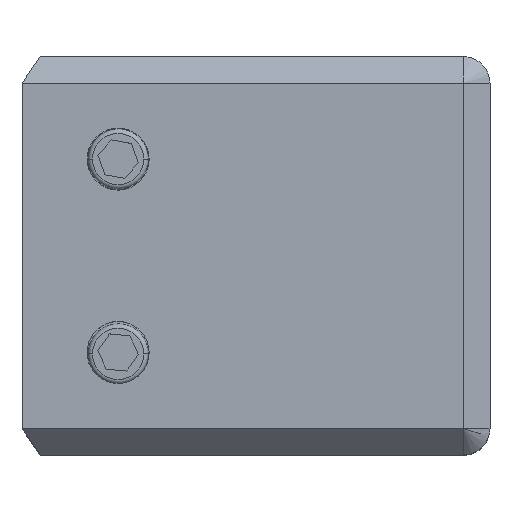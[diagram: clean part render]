
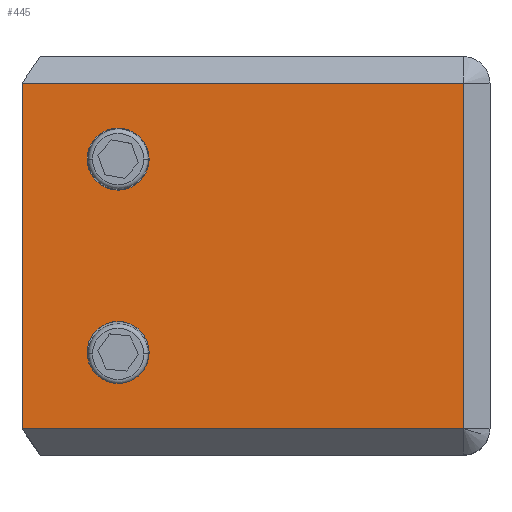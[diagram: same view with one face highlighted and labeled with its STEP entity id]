
A CAD part, top view. The second image highlights one B-rep face of the part: STEP entity #445.
In plain terms, the highlighted planar face has unit normal (0, 0, 1).
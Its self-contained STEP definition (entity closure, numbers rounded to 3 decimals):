
#86 = VERTEX_POINT ( 'NONE', #993 ) ;
#183 = DIRECTION ( 'NONE',  ( 0., 0., 1. ) ) ;
#233 = CIRCLE ( 'NONE', #2854, 3.5 ) ;
#283 = VERTEX_POINT ( 'NONE', #354 ) ;
#345 = VERTEX_POINT ( 'NONE', #3268 ) ;
#354 = CARTESIAN_POINT ( 'NONE',  ( -45.5, -10.919, 13.5 ) ) ;
#355 = DIRECTION ( 'NONE',  ( 1., 0., 0. ) ) ;
#370 = ORIENTED_EDGE ( 'NONE', *, *, #1818, .T. ) ;
#440 = VECTOR ( 'NONE', #2275, 1000. ) ;
#445 = ADVANCED_FACE ( 'NONE', ( #3303, #2999, #825 ), #2034, .T. ) ;
#506 = VECTOR ( 'NONE', #3950, 1000. ) ;
#568 = CIRCLE ( 'NONE', #639, 3.5 ) ;
#588 = VERTEX_POINT ( 'NONE', #1488 ) ;
#601 = CARTESIAN_POINT ( 'NONE',  ( -45.5, 10.919, 13.5 ) ) ;
#639 = AXIS2_PLACEMENT_3D ( 'NONE', #3168, #2424, #355 ) ;
#723 = ORIENTED_EDGE ( 'NONE', *, *, #1248, .T. ) ;
#794 = CARTESIAN_POINT ( 'NONE',  ( -52.854, -39., 13.5 ) ) ;
#825 = FACE_OUTER_BOUND ( 'NONE', #2809, .T. ) ;
#847 = LINE ( 'NONE', #2681, #506 ) ;
#880 = AXIS2_PLACEMENT_3D ( 'NONE', #3910, #183, #1752 ) ;
#899 = EDGE_LOOP ( 'NONE', ( #1928, #3873 ) ) ;
#924 = EDGE_CURVE ( 'NONE', #588, #2435, #233, .T. ) ;
#956 = AXIS2_PLACEMENT_3D ( 'NONE', #1558, #2493, #2123 ) ;
#993 = CARTESIAN_POINT ( 'NONE',  ( -52.854, 19.5, 13.5 ) ) ;
#1023 = CIRCLE ( 'NONE', #2126, 3.5 ) ;
#1115 = LINE ( 'NONE', #4011, #440 ) ;
#1248 = EDGE_CURVE ( 'NONE', #2207, #86, #1115, .T. ) ;
#1274 = ORIENTED_EDGE ( 'NONE', *, *, #924, .F. ) ;
#1281 = EDGE_CURVE ( 'NONE', #1507, #2207, #847, .T. ) ;
#1356 = EDGE_CURVE ( 'NONE', #283, #1843, #3977, .T. ) ;
#1379 = EDGE_CURVE ( 'NONE', #2435, #588, #568, .T. ) ;
#1412 = VECTOR ( 'NONE', #3564, 1000. ) ;
#1488 = CARTESIAN_POINT ( 'NONE',  ( -38.5, 10.919, 13.5 ) ) ;
#1507 = VERTEX_POINT ( 'NONE', #3877 ) ;
#1558 = CARTESIAN_POINT ( 'NONE',  ( -42., -10.919, 13.5 ) ) ;
#1680 = VECTOR ( 'NONE', #3294, 1000. ) ;
#1752 = DIRECTION ( 'NONE',  ( 1., 0., 0. ) ) ;
#1818 = EDGE_CURVE ( 'NONE', #345, #1507, #2534, .T. ) ;
#1843 = VERTEX_POINT ( 'NONE', #3185 ) ;
#1883 = CARTESIAN_POINT ( 'NONE',  ( -3., 19.5, 13.5 ) ) ;
#1894 = DIRECTION ( 'NONE',  ( 0., 0., 1. ) ) ;
#1925 = EDGE_CURVE ( 'NONE', #1843, #283, #1023, .T. ) ;
#1928 = ORIENTED_EDGE ( 'NONE', *, *, #1925, .F. ) ;
#1988 = LINE ( 'NONE', #794, #1680 ) ;
#2034 = PLANE ( 'NONE',  #880 ) ;
#2092 = DIRECTION ( 'NONE',  ( 1., 0., 0. ) ) ;
#2123 = DIRECTION ( 'NONE',  ( 1., 0., 0. ) ) ;
#2126 = AXIS2_PLACEMENT_3D ( 'NONE', #3875, #1894, #3891 ) ;
#2133 = ORIENTED_EDGE ( 'NONE', *, *, #1379, .F. ) ;
#2143 = EDGE_CURVE ( 'NONE', #345, #86, #1988, .T. ) ;
#2170 = ORIENTED_EDGE ( 'NONE', *, *, #1281, .T. ) ;
#2207 = VERTEX_POINT ( 'NONE', #1883 ) ;
#2275 = DIRECTION ( 'NONE',  ( -1., 0., 0. ) ) ;
#2424 = DIRECTION ( 'NONE',  ( 0., 0., 1. ) ) ;
#2435 = VERTEX_POINT ( 'NONE', #601 ) ;
#2493 = DIRECTION ( 'NONE',  ( 0., 0., 1. ) ) ;
#2534 = LINE ( 'NONE', #3209, #1412 ) ;
#2681 = CARTESIAN_POINT ( 'NONE',  ( -3., 19.5, 13.5 ) ) ;
#2808 = CARTESIAN_POINT ( 'NONE',  ( -42., 10.919, 13.5 ) ) ;
#2809 = EDGE_LOOP ( 'NONE', ( #3089, #370, #2170, #723 ) ) ;
#2854 = AXIS2_PLACEMENT_3D ( 'NONE', #2808, #3388, #2092 ) ;
#2999 = FACE_BOUND ( 'NONE', #899, .T. ) ;
#3089 = ORIENTED_EDGE ( 'NONE', *, *, #2143, .F. ) ;
#3168 = CARTESIAN_POINT ( 'NONE',  ( -42., 10.919, 13.5 ) ) ;
#3185 = CARTESIAN_POINT ( 'NONE',  ( -38.5, -10.919, 13.5 ) ) ;
#3209 = CARTESIAN_POINT ( 'NONE',  ( -3., -19.5, 13.5 ) ) ;
#3268 = CARTESIAN_POINT ( 'NONE',  ( -52.854, -19.5, 13.5 ) ) ;
#3294 = DIRECTION ( 'NONE',  ( 0., 1., 0. ) ) ;
#3303 = FACE_BOUND ( 'NONE', #3953, .T. ) ;
#3388 = DIRECTION ( 'NONE',  ( 0., 0., 1. ) ) ;
#3564 = DIRECTION ( 'NONE',  ( 1., 0., 0. ) ) ;
#3873 = ORIENTED_EDGE ( 'NONE', *, *, #1356, .F. ) ;
#3875 = CARTESIAN_POINT ( 'NONE',  ( -42., -10.919, 13.5 ) ) ;
#3877 = CARTESIAN_POINT ( 'NONE',  ( -3., -19.5, 13.5 ) ) ;
#3891 = DIRECTION ( 'NONE',  ( 1., 0., 0. ) ) ;
#3910 = CARTESIAN_POINT ( 'NONE',  ( 0., 0., 13.5 ) ) ;
#3950 = DIRECTION ( 'NONE',  ( 0., 1., 0. ) ) ;
#3953 = EDGE_LOOP ( 'NONE', ( #1274, #2133 ) ) ;
#3977 = CIRCLE ( 'NONE', #956, 3.5 ) ;
#4011 = CARTESIAN_POINT ( 'NONE',  ( -52.854, 19.5, 13.5 ) ) ;
